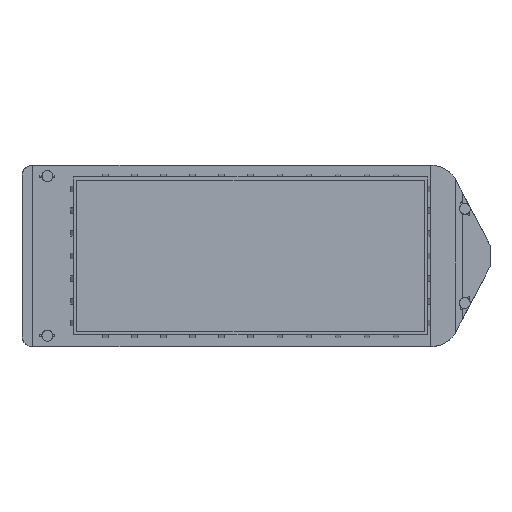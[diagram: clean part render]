
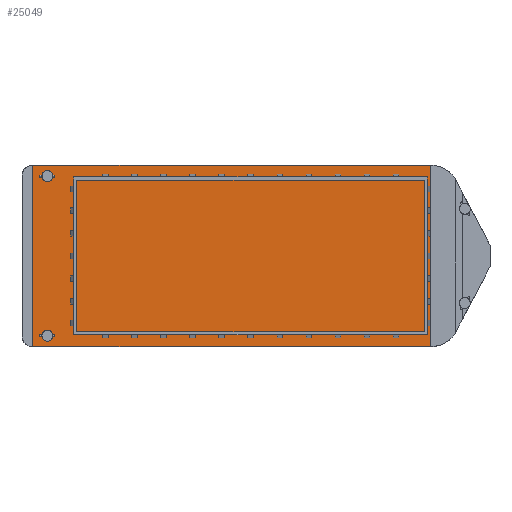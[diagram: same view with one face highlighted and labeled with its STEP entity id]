
A CAD part, top view. The second image highlights one B-rep face of the part: STEP entity #25049.
In plain terms, the highlighted free-form (B-spline) face has degree [1, 2] with [2, 5] control points.
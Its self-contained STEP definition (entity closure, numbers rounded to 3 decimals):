
#25049 = ADVANCED_FACE('',(#25050),#25086,.T.);
#25050 = FACE_BOUND('',#25051,.T.);
#25051 = EDGE_LOOP('',(#25052,#25064,#25071,#25081));
#25052 = ORIENTED_EDGE('',*,*,#25053,.F.);
#25053 = EDGE_CURVE('',#25054,#25056,#25058,.T.);
#25054 = VERTEX_POINT('',#25055);
#25055 = CARTESIAN_POINT('',(36851.145,88610.659,
    1119.901));
#25056 = VERTEX_POINT('',#25057);
#25057 = CARTESIAN_POINT('',(25689.398,88610.659,
    1119.901));
#25058 = B_SPLINE_CURVE_WITH_KNOTS('',2,(#25059,#25060,#25061,#25062,
    #25063),.UNSPECIFIED.,.F.,.F.,(3,2,3),(-25070.27,
    -24906.874,-14106.874),.UNSPECIFIED.);
#25059 = CARTESIAN_POINT('',(36851.145,88610.659,
    1119.901));
#25060 = CARTESIAN_POINT('',(36767.969,88610.659,
    1119.901));
#25061 = CARTESIAN_POINT('',(36684.793,88610.659,
    1119.901));
#25062 = CARTESIAN_POINT('',(31187.096,88610.659,
    1119.901));
#25063 = CARTESIAN_POINT('',(25689.398,88610.659,
    1119.901));
#25064 = ORIENTED_EDGE('',*,*,#25065,.T.);
#25065 = EDGE_CURVE('',#25054,#25066,#25068,.T.);
#25066 = VERTEX_POINT('',#25067);
#25067 = CARTESIAN_POINT('',(36851.145,93701.12,
    1119.901));
#25068 = B_SPLINE_CURVE_WITH_KNOTS('',1,(#25069,#25070),.UNSPECIFIED.,
  .F.,.F.,(2,2),(0.,1.),.PIECEWISE_BEZIER_KNOTS.);
#25069 = CARTESIAN_POINT('',(36851.145,88610.659,
    1119.901));
#25070 = CARTESIAN_POINT('',(36851.145,93701.12,
    1119.901));
#25071 = ORIENTED_EDGE('',*,*,#25072,.T.);
#25072 = EDGE_CURVE('',#25066,#25073,#25075,.T.);
#25073 = VERTEX_POINT('',#25074);
#25074 = CARTESIAN_POINT('',(25689.398,93701.12,
    1119.901));
#25075 = B_SPLINE_CURVE_WITH_KNOTS('',2,(#25076,#25077,#25078,#25079,
    #25080),.UNSPECIFIED.,.F.,.F.,(3,2,3),(-25070.27,
    -24906.874,-14106.874),.UNSPECIFIED.);
#25076 = CARTESIAN_POINT('',(36851.145,93701.12,
    1119.901));
#25077 = CARTESIAN_POINT('',(36767.969,93701.12,
    1119.901));
#25078 = CARTESIAN_POINT('',(36684.793,93701.12,
    1119.901));
#25079 = CARTESIAN_POINT('',(31187.096,93701.12,
    1119.901));
#25080 = CARTESIAN_POINT('',(25689.398,93701.12,
    1119.901));
#25081 = ORIENTED_EDGE('',*,*,#25082,.F.);
#25082 = EDGE_CURVE('',#25056,#25073,#25083,.T.);
#25083 = B_SPLINE_CURVE_WITH_KNOTS('',1,(#25084,#25085),.UNSPECIFIED.,
  .F.,.F.,(2,2),(0.,1.),.PIECEWISE_BEZIER_KNOTS.);
#25084 = CARTESIAN_POINT('',(25689.398,88610.659,
    1119.901));
#25085 = CARTESIAN_POINT('',(25689.398,93701.12,
    1119.901));
#25086 = B_SPLINE_SURFACE_WITH_KNOTS('',1,2,(
    (#25087,#25088,#25089,#25090,#25091)
    ,(#25092,#25093,#25094,#25095,#25096
    )),.UNSPECIFIED.,.F.,.F.,.F.,(2,2),(3,2,3),(0.,1.),(
    -25070.27,-24906.874,-14106.874),
  .UNSPECIFIED.);
#25087 = CARTESIAN_POINT('',(36851.145,88610.659,
    1119.901));
#25088 = CARTESIAN_POINT('',(36767.969,88610.659,
    1119.901));
#25089 = CARTESIAN_POINT('',(36684.793,88610.659,
    1119.901));
#25090 = CARTESIAN_POINT('',(31187.096,88610.659,
    1119.901));
#25091 = CARTESIAN_POINT('',(25689.398,88610.659,
    1119.901));
#25092 = CARTESIAN_POINT('',(36851.145,93701.12,
    1119.901));
#25093 = CARTESIAN_POINT('',(36767.969,93701.12,
    1119.901));
#25094 = CARTESIAN_POINT('',(36684.793,93701.12,
    1119.901));
#25095 = CARTESIAN_POINT('',(31187.096,93701.12,
    1119.901));
#25096 = CARTESIAN_POINT('',(25689.398,93701.12,
    1119.901));
